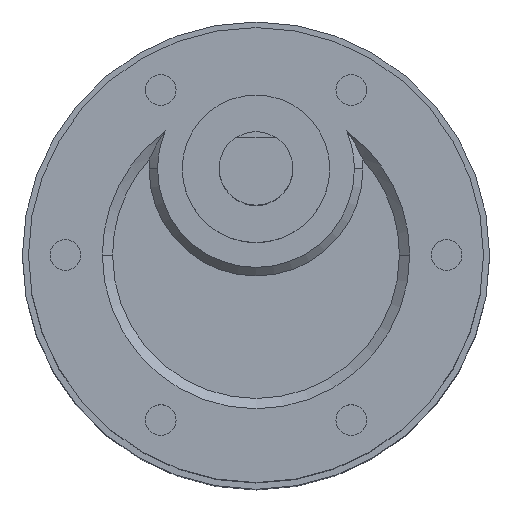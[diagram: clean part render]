
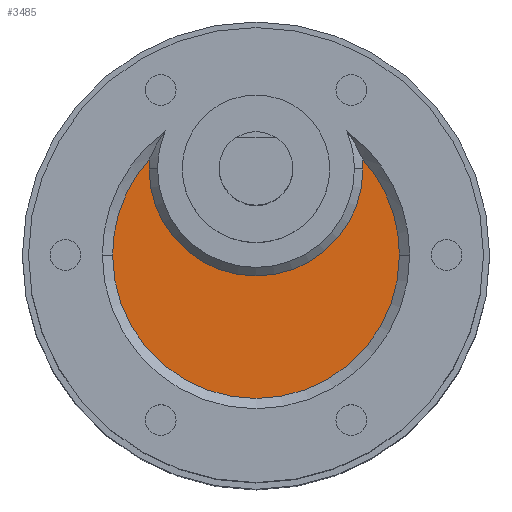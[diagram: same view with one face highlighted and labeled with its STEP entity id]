
A CAD part, top view. The second image highlights one B-rep face of the part: STEP entity #3485.
In plain terms, the highlighted planar face has unit normal (0, 0, 1).
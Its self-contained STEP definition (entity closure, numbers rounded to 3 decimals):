
#511 = CARTESIAN_POINT ( 'NONE',  ( 0., 0., 23.3 ) ) ;
#557 = CARTESIAN_POINT ( 'NONE',  ( -8.662, 7.814, 23.3 ) ) ;
#1037 = ORIENTED_EDGE ( 'NONE', *, *, #4566, .T. ) ;
#1166 = PLANE ( 'NONE',  #5956 ) ;
#2319 = AXIS2_PLACEMENT_3D ( 'NONE', #511, #14597, #15301 ) ;
#2379 = ORIENTED_EDGE ( 'NONE', *, *, #7910, .T. ) ;
#2381 = FACE_OUTER_BOUND ( 'NONE', #20802, .T. ) ;
#2472 = AXIS2_PLACEMENT_3D ( 'NONE', #20875, #3967, #10926 ) ;
#3485 = ADVANCED_FACE ( 'NONE', ( #2381 ), #1166, .T. ) ;
#3508 = VERTEX_POINT ( 'NONE', #20698 ) ;
#3544 = CARTESIAN_POINT ( 'NONE',  ( 0., 0., 23.3 ) ) ;
#3967 = DIRECTION ( 'NONE',  ( 0., 0., -1. ) ) ;
#4069 = CIRCLE ( 'NONE', #2319, 11.666 ) ;
#4566 = EDGE_CURVE ( 'NONE', #20988, #6128, #21019, .T. ) ;
#5218 = VERTEX_POINT ( 'NONE', #14501 ) ;
#5322 = ORIENTED_EDGE ( 'NONE', *, *, #6046, .T. ) ;
#5646 = CIRCLE ( 'NONE', #15165, 11.666 ) ;
#5742 = CIRCLE ( 'NONE', #16316, 11.666 ) ;
#5956 = AXIS2_PLACEMENT_3D ( 'NONE', #18381, #9725, #9564 ) ;
#6040 = CARTESIAN_POINT ( 'NONE',  ( 8.662, 7.814, 23.3 ) ) ;
#6046 = EDGE_CURVE ( 'NONE', #5218, #3508, #5742, .T. ) ;
#6128 = VERTEX_POINT ( 'NONE', #9341 ) ;
#7773 = AXIS2_PLACEMENT_3D ( 'NONE', #13181, #13233, #13106 ) ;
#7894 = DIRECTION ( 'NONE',  ( 0., 0., 1. ) ) ;
#7910 = EDGE_CURVE ( 'NONE', #8532, #20988, #19594, .T. ) ;
#8019 = DIRECTION ( 'NONE',  ( 1., 0., 0. ) ) ;
#8022 = ORIENTED_EDGE ( 'NONE', *, *, #10697, .T. ) ;
#8377 = ORIENTED_EDGE ( 'NONE', *, *, #15344, .T. ) ;
#8532 = VERTEX_POINT ( 'NONE', #6040 ) ;
#9208 = DIRECTION ( 'NONE',  ( 0., 0., 1. ) ) ;
#9341 = CARTESIAN_POINT ( 'NONE',  ( -8.7, 7., 23.3 ) ) ;
#9371 = CARTESIAN_POINT ( 'NONE',  ( 8.7, 7., 23.3 ) ) ;
#9564 = DIRECTION ( 'NONE',  ( 1., 0., 0. ) ) ;
#9725 = DIRECTION ( 'NONE',  ( 0., 0., 1. ) ) ;
#10183 = DIRECTION ( 'NONE',  ( 1., 0., 0. ) ) ;
#10697 = EDGE_CURVE ( 'NONE', #3508, #8532, #5646, .T. ) ;
#10926 = DIRECTION ( 'NONE',  ( 1., 0., 0. ) ) ;
#11075 = ORIENTED_EDGE ( 'NONE', *, *, #19813, .T. ) ;
#13106 = DIRECTION ( 'NONE',  ( 1., 0., 0. ) ) ;
#13181 = CARTESIAN_POINT ( 'NONE',  ( 0., 7., 23.3 ) ) ;
#13233 = DIRECTION ( 'NONE',  ( 0., 0., -1. ) ) ;
#14150 = AXIS2_PLACEMENT_3D ( 'NONE', #21579, #21535, #21501 ) ;
#14501 = CARTESIAN_POINT ( 'NONE',  ( -11.666, 0., 23.3 ) ) ;
#14597 = DIRECTION ( 'NONE',  ( 0., 0., 1. ) ) ;
#15165 = AXIS2_PLACEMENT_3D ( 'NONE', #3544, #7894, #8019 ) ;
#15301 = DIRECTION ( 'NONE',  ( 1., 0., 0. ) ) ;
#15344 = EDGE_CURVE ( 'NONE', #21832, #5218, #4069, .T. ) ;
#15773 = CIRCLE ( 'NONE', #7773, 8.7 ) ;
#15991 = CARTESIAN_POINT ( 'NONE',  ( 0., 0., 23.3 ) ) ;
#16316 = AXIS2_PLACEMENT_3D ( 'NONE', #15991, #9208, #10183 ) ;
#18381 = CARTESIAN_POINT ( 'NONE',  ( 0., 3.5, 23.3 ) ) ;
#19594 = CIRCLE ( 'NONE', #14150, 8.7 ) ;
#19813 = EDGE_CURVE ( 'NONE', #6128, #21832, #15773, .T. ) ;
#20698 = CARTESIAN_POINT ( 'NONE',  ( 11.666, 0., 23.3 ) ) ;
#20802 = EDGE_LOOP ( 'NONE', ( #2379, #1037, #11075, #8377, #5322, #8022 ) ) ;
#20875 = CARTESIAN_POINT ( 'NONE',  ( 0., 7., 23.3 ) ) ;
#20988 = VERTEX_POINT ( 'NONE', #9371 ) ;
#21019 = CIRCLE ( 'NONE', #2472, 8.7 ) ;
#21501 = DIRECTION ( 'NONE',  ( 1., 0., 0. ) ) ;
#21535 = DIRECTION ( 'NONE',  ( 0., 0., -1. ) ) ;
#21579 = CARTESIAN_POINT ( 'NONE',  ( 0., 7., 23.3 ) ) ;
#21832 = VERTEX_POINT ( 'NONE', #557 ) ;
